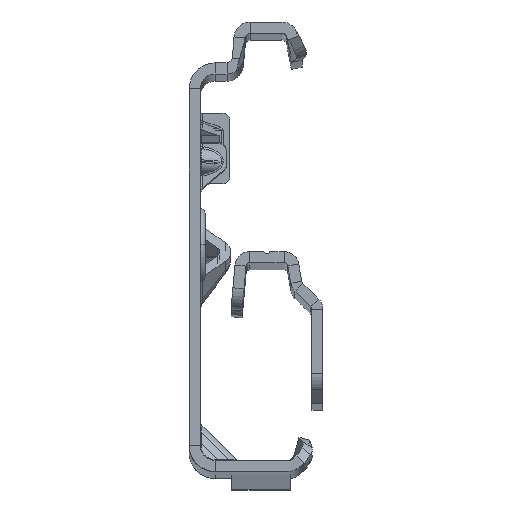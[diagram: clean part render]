
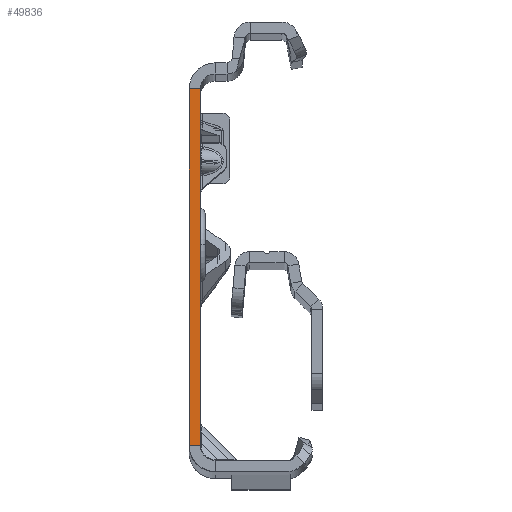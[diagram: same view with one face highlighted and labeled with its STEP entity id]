
A CAD part, top view. The second image highlights one B-rep face of the part: STEP entity #49836.
In plain terms, the highlighted planar face has unit normal (0, 0, 1).
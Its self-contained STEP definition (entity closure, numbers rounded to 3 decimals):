
#2988 = EDGE_CURVE ( 'NONE', #49995, #16929, #52874, .T. ) ;
#3925 = ORIENTED_EDGE ( 'NONE', *, *, #28237, .F. ) ;
#5165 = VERTEX_POINT ( 'NONE', #53879 ) ;
#5699 = CARTESIAN_POINT ( 'NONE',  ( 0., 22.135, 0. ) ) ;
#7786 = VECTOR ( 'NONE', #22606, 1000. ) ;
#8249 = AXIS2_PLACEMENT_3D ( 'NONE', #15825, #10869, #28306 ) ;
#10869 = DIRECTION ( 'NONE',  ( 0., 0., 1. ) ) ;
#11731 = DIRECTION ( 'NONE',  ( 0., -1., 0. ) ) ;
#15825 = CARTESIAN_POINT ( 'NONE',  ( -1.5, -27.865, 0. ) ) ;
#16929 = VERTEX_POINT ( 'NONE', #21747 ) ;
#19923 = EDGE_CURVE ( 'NONE', #5165, #16929, #28411, .T. ) ;
#20095 = DIRECTION ( 'NONE',  ( 0., -1., 0. ) ) ;
#21747 = CARTESIAN_POINT ( 'NONE',  ( -1.5, -25.865, 0. ) ) ;
#22606 = DIRECTION ( 'NONE',  ( -1., 0., 0. ) ) ;
#23369 = FACE_OUTER_BOUND ( 'NONE', #33426, .T. ) ;
#23674 = CARTESIAN_POINT ( 'NONE',  ( 0., -27.865, 0. ) ) ;
#23899 = PLANE ( 'NONE',  #8249 ) ;
#28237 = EDGE_CURVE ( 'NONE', #50574, #49995, #32526, .T. ) ;
#28306 = DIRECTION ( 'NONE',  ( 1., 0., 0. ) ) ;
#28411 = LINE ( 'NONE', #50280, #29195 ) ;
#29195 = VECTOR ( 'NONE', #20095, 1000. ) ;
#32376 = DIRECTION ( 'NONE',  ( -1., 0., 0. ) ) ;
#32526 = LINE ( 'NONE', #23674, #34439 ) ;
#33426 = EDGE_LOOP ( 'NONE', ( #3925, #50437, #44105, #49350 ) ) ;
#34439 = VECTOR ( 'NONE', #11731, 1000. ) ;
#43665 = LINE ( 'NONE', #5699, #7786 ) ;
#44105 = ORIENTED_EDGE ( 'NONE', *, *, #19923, .T. ) ;
#44598 = CARTESIAN_POINT ( 'NONE',  ( 0., -25.865, 0. ) ) ;
#47864 = VECTOR ( 'NONE', #32376, 1000. ) ;
#48471 = EDGE_CURVE ( 'NONE', #50574, #5165, #43665, .T. ) ;
#49350 = ORIENTED_EDGE ( 'NONE', *, *, #2988, .F. ) ;
#49836 = ADVANCED_FACE ( 'NONE', ( #23369 ), #23899, .T. ) ;
#49995 = VERTEX_POINT ( 'NONE', #52086 ) ;
#50280 = CARTESIAN_POINT ( 'NONE',  ( -1.5, -27.865, 0. ) ) ;
#50437 = ORIENTED_EDGE ( 'NONE', *, *, #48471, .T. ) ;
#50500 = CARTESIAN_POINT ( 'NONE',  ( 0., 22.135, 0. ) ) ;
#50574 = VERTEX_POINT ( 'NONE', #50500 ) ;
#52086 = CARTESIAN_POINT ( 'NONE',  ( 0., -25.865, 0. ) ) ;
#52874 = LINE ( 'NONE', #44598, #47864 ) ;
#53879 = CARTESIAN_POINT ( 'NONE',  ( -1.5, 22.135, 0. ) ) ;
